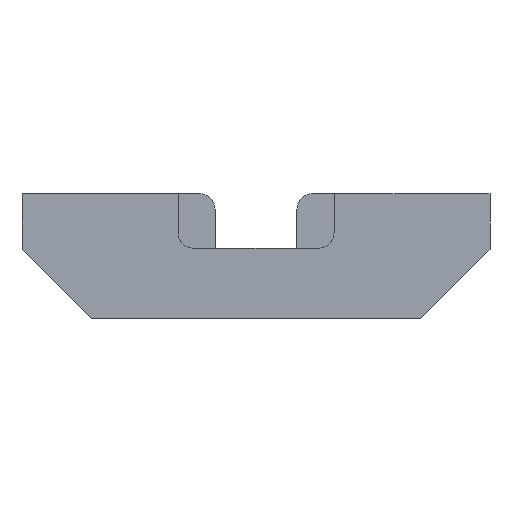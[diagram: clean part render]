
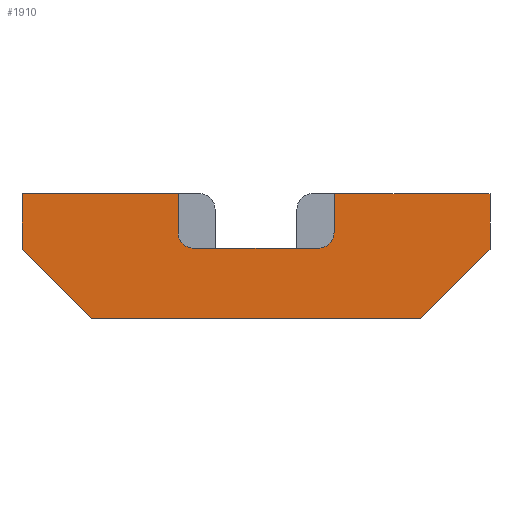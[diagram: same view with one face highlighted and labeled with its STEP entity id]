
A CAD part, front view. The second image highlights one B-rep face of the part: STEP entity #1910.
In plain terms, the highlighted planar face has unit normal (0, -1, 0).
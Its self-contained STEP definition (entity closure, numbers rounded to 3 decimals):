
#137=CIRCLE('',#2068,2.);
#138=CIRCLE('',#2071,2.);
#243=FACE_OUTER_BOUND('',#345,.T.);
#345=EDGE_LOOP('',(#1740,#1741,#1742,#1743,#1744,#1745,#1746,#1747,#1748,
#1749,#1750,#1751));
#348=LINE('',#2667,#542);
#358=LINE('',#2704,#552);
#364=LINE('',#2724,#558);
#367=LINE('',#2730,#561);
#505=LINE('',#3163,#699);
#518=LINE('',#3198,#712);
#521=LINE('',#3203,#715);
#524=LINE('',#3208,#718);
#526=LINE('',#3217,#720);
#541=LINE('',#3255,#735);
#542=VECTOR('',#2111,10.);
#552=VECTOR('',#2123,10.);
#558=VECTOR('',#2141,10.);
#561=VECTOR('',#2146,10.);
#699=VECTOR('',#2552,10.);
#712=VECTOR('',#2587,10.);
#715=VECTOR('',#2592,10.);
#718=VECTOR('',#2597,10.);
#720=VECTOR('',#2609,10.);
#735=VECTOR('',#2658,10.);
#736=VERTEX_POINT('',#2665);
#737=VERTEX_POINT('',#2666);
#747=VERTEX_POINT('',#2702);
#755=VERTEX_POINT('',#2722);
#757=VERTEX_POINT('',#2728);
#895=VERTEX_POINT('',#3153);
#896=VERTEX_POINT('',#3155);
#898=VERTEX_POINT('',#3161);
#899=VERTEX_POINT('',#3165);
#909=VERTEX_POINT('',#3197);
#910=VERTEX_POINT('',#3201);
#913=VERTEX_POINT('',#3215);
#920=EDGE_CURVE('',#736,#737,#348,.T.);
#932=EDGE_CURVE('',#736,#747,#358,.T.);
#942=EDGE_CURVE('',#755,#747,#364,.T.);
#945=EDGE_CURVE('',#755,#757,#367,.T.);
#1153=EDGE_CURVE('',#895,#896,#137,.T.);
#1157=EDGE_CURVE('',#895,#898,#505,.T.);
#1158=EDGE_CURVE('',#899,#898,#138,.T.);
#1174=EDGE_CURVE('',#909,#896,#518,.T.);
#1177=EDGE_CURVE('',#899,#910,#521,.T.);
#1180=EDGE_CURVE('',#909,#757,#524,.T.);
#1183=EDGE_CURVE('',#913,#910,#526,.T.);
#1199=EDGE_CURVE('',#737,#913,#541,.T.);
#1740=ORIENTED_EDGE('',*,*,#920,.F.);
#1741=ORIENTED_EDGE('',*,*,#932,.T.);
#1742=ORIENTED_EDGE('',*,*,#942,.F.);
#1743=ORIENTED_EDGE('',*,*,#945,.T.);
#1744=ORIENTED_EDGE('',*,*,#1180,.F.);
#1745=ORIENTED_EDGE('',*,*,#1174,.T.);
#1746=ORIENTED_EDGE('',*,*,#1153,.F.);
#1747=ORIENTED_EDGE('',*,*,#1157,.T.);
#1748=ORIENTED_EDGE('',*,*,#1158,.F.);
#1749=ORIENTED_EDGE('',*,*,#1177,.T.);
#1750=ORIENTED_EDGE('',*,*,#1183,.F.);
#1751=ORIENTED_EDGE('',*,*,#1199,.F.);
#1812=PLANE('',#2104);
#1910=ADVANCED_FACE('',(#243),#1812,.T.);
#2068=AXIS2_PLACEMENT_3D('',#3156,#2545,#2546);
#2071=AXIS2_PLACEMENT_3D('',#3166,#2555,#2556);
#2104=AXIS2_PLACEMENT_3D('',#3254,#2656,#2657);
#2111=DIRECTION('',(-0.707,0.,0.707));
#2123=DIRECTION('',(1.,0.,0.));
#2141=DIRECTION('',(-0.707,0.,-0.707));
#2146=DIRECTION('',(0.,0.,1.));
#2545=DIRECTION('center_axis',(0.,-1.,0.));
#2546=DIRECTION('ref_axis',(0.707,0.,-0.707));
#2552=DIRECTION('',(-1.,0.,0.));
#2555=DIRECTION('center_axis',(0.,-1.,0.));
#2556=DIRECTION('ref_axis',(-0.707,0.,-0.707));
#2587=DIRECTION('',(0.,0.,-1.));
#2592=DIRECTION('',(0.,0.,1.));
#2597=DIRECTION('',(1.,0.,0.));
#2609=DIRECTION('',(1.,0.,0.));
#2656=DIRECTION('center_axis',(0.,-1.,0.));
#2657=DIRECTION('ref_axis',(1.,0.,0.));
#2658=DIRECTION('',(0.,0.,1.));
#2665=CARTESIAN_POINT('',(8.85,0.,0.));
#2666=CARTESIAN_POINT('',(0.,0.,8.85));
#2667=CARTESIAN_POINT('',(4.425,0.,4.425));
#2702=CARTESIAN_POINT('',(51.15,0.,0.));
#2704=CARTESIAN_POINT('',(0.,0.,0.));
#2722=CARTESIAN_POINT('',(60.,0.,8.85));
#2724=CARTESIAN_POINT('',(40.575,0.,-10.575));
#2728=CARTESIAN_POINT('',(60.,0.,16.));
#2730=CARTESIAN_POINT('',(60.,0.,0.));
#3153=CARTESIAN_POINT('',(38.,0.,9.));
#3155=CARTESIAN_POINT('',(40.,0.,11.));
#3156=CARTESIAN_POINT('Origin',(38.,0.,11.));
#3161=CARTESIAN_POINT('',(22.,0.,9.));
#3163=CARTESIAN_POINT('',(15.,0.,9.));
#3165=CARTESIAN_POINT('',(20.,0.,11.));
#3166=CARTESIAN_POINT('Origin',(22.,0.,11.));
#3197=CARTESIAN_POINT('',(40.,0.,16.));
#3198=CARTESIAN_POINT('',(40.,0.,8.));
#3201=CARTESIAN_POINT('',(20.,0.,16.));
#3203=CARTESIAN_POINT('',(20.,0.,8.));
#3208=CARTESIAN_POINT('',(0.,0.,16.));
#3215=CARTESIAN_POINT('',(0.,0.,16.));
#3217=CARTESIAN_POINT('',(0.,0.,16.));
#3254=CARTESIAN_POINT('Origin',(0.,0.,0.));
#3255=CARTESIAN_POINT('',(0.,0.,0.));
